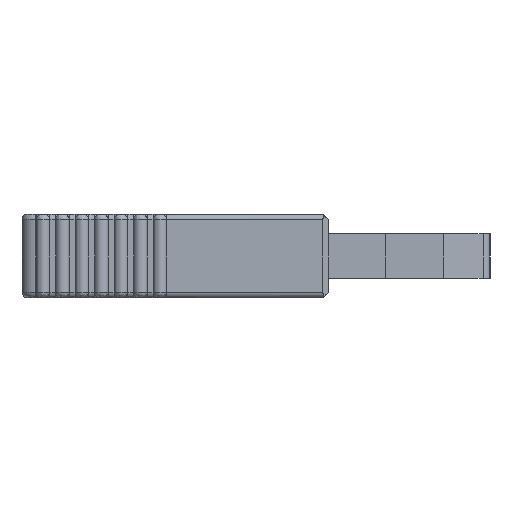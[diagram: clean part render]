
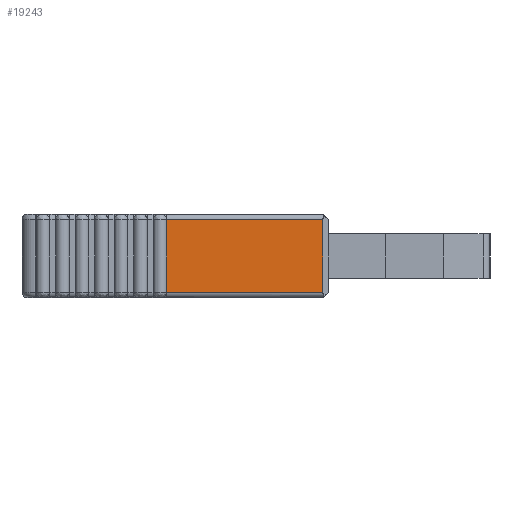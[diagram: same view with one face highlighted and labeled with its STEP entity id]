
A CAD part, left-side view. The second image highlights one B-rep face of the part: STEP entity #19243.
In plain terms, the highlighted planar face has unit normal (-1, 0, 0).
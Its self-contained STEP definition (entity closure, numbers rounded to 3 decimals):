
#2890=DIRECTION('',(0.,-1.,0.));
#2891=VECTOR('',#2890,5.605);
#2892=CARTESIAN_POINT('',(-1.1,-5.195,-1.3));
#2893=LINE('',#2892,#2891);
#2897=CARTESIAN_POINT('',(-1.1,-10.8,-1.3));
#2899=DIRECTION('',(0.,0.,1.));
#2900=VECTOR('',#2899,2.6);
#2901=CARTESIAN_POINT('',(-1.1,-10.8,-1.3));
#2902=LINE('',#2901,#2900);
#2916=DIRECTION('',(0.,0.,-1.));
#2917=VECTOR('',#2916,2.6);
#2918=CARTESIAN_POINT('',(-1.1,-5.195,
1.3));
#2919=LINE('',#2918,#2917);
#4379=DIRECTION('',(0.,1.,0.));
#4380=VECTOR('',#4379,5.605);
#4381=CARTESIAN_POINT('',(-1.1,-10.8,1.3));
#4382=LINE('',#4381,#4380);
#12789=VERTEX_POINT('',#2897);
#12790=CARTESIAN_POINT('',(-1.1,-10.8,1.3));
#12791=VERTEX_POINT('',#12790);
#12792=CARTESIAN_POINT('',(-1.1,-5.195,-1.3));
#12793=VERTEX_POINT('',#12792);
#12800=CARTESIAN_POINT('',(-1.1,-5.195,1.3));
#12802=VERTEX_POINT('',#12800);
#19230=CARTESIAN_POINT('',(-1.1,0.,-1.5));
#19231=DIRECTION('',(-1.,0.,0.));
#19232=DIRECTION('',(0.,-1.,0.));
#19233=AXIS2_PLACEMENT_3D('',#19230,#19231,#19232);
#19234=PLANE('',#19233);
#19235=ORIENTED_EDGE('',*,*,#19207,.F.);
#19237=ORIENTED_EDGE('',*,*,#19236,.F.);
#19239=ORIENTED_EDGE('',*,*,#19238,.F.);
#19240=ORIENTED_EDGE('',*,*,#19218,.F.);
#19241=EDGE_LOOP('',(#19235,#19237,#19239,#19240));
#19242=FACE_OUTER_BOUND('',#19241,.F.);
#19243=ADVANCED_FACE('',(#19242),#19234,.T.);
#19207=EDGE_CURVE('',#12793,#12789,#2893,.T.);
#19218=EDGE_CURVE('',#12789,#12791,#2902,.T.);
#19236=EDGE_CURVE('',#12802,#12793,#2919,.T.);
#19238=EDGE_CURVE('',#12791,#12802,#4382,.T.);
